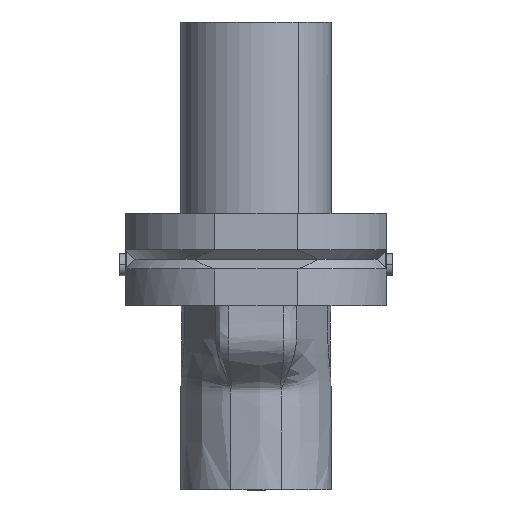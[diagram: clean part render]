
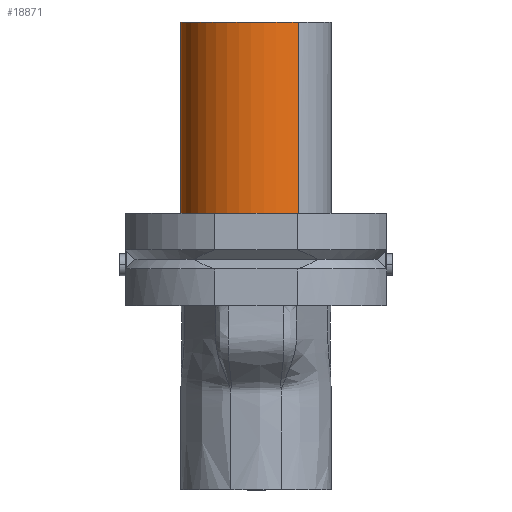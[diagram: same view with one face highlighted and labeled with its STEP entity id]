
A CAD part, front view. The second image highlights one B-rep face of the part: STEP entity #18871.
In plain terms, the highlighted cylindrical face has radius 55 mm (diameter 110 mm), a partial arc.
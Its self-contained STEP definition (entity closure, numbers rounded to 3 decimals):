
#109 = CARTESIAN_POINT ( 'NONE',  ( 28.097, 49.382, 208. ) ) ;
#545 = CARTESIAN_POINT ( 'NONE',  ( -54.723, 103.386, 208. ) ) ;
#678 = CARTESIAN_POINT ( 'NONE',  ( -48.037, 123.826, 208. ) ) ;
#721 = AXIS2_PLACEMENT_3D ( 'NONE', #3434, #9949, #15023 ) ;
#1068 = CARTESIAN_POINT ( 'NONE',  ( 31.068, 51.415, 68. ) ) ;
#1176 = CARTESIAN_POINT ( 'NONE',  ( -54.723, 103.386, 68. ) ) ;
#1611 = VERTEX_POINT ( 'NONE', #26775 ) ;
#1624 = CARTESIAN_POINT ( 'NONE',  ( -43.352, 62.762, 68. ) ) ;
#1635 = EDGE_CURVE ( 'NONE', #1611, #15796, #19940, .T. ) ;
#1759 = CARTESIAN_POINT ( 'NONE',  ( 4.217, 41.844, 208. ) ) ;
#2060 = CARTESIAN_POINT ( 'NONE',  ( 18.307, 44.811, 208. ) ) ;
#2235 = VECTOR ( 'NONE', #29002, 1000. ) ;
#2268 = B_SPLINE_CURVE_WITH_KNOTS ( 'NONE', 3,
 ( #6357, #109, #3992, #2060, #2354, #24778, #1759, #15583, #19883, #8878, #24637, #15430, #4289, #17955, #6655, #14360, #9599, #27874, #14074, #21040, #21185, #18391, #9313, #18238, #545, #27725, #20603, #7360, #678, #27293, #11686, #23267, #27583, #7084 ),
 .UNSPECIFIED., .F., .F.,
 ( 4, 2, 2, 2, 2, 2, 2, 2, 2, 2, 2, 2, 2, 2, 2, 2, 4 ),
 ( 0., 0.031, 0.063, 0.094, 0.125, 0.156, 0.188, 0.219, 0.25, 0.281, 0.313, 0.344, 0.375, 0.406, 0.438, 0.469, 0.5 ),
 .UNSPECIFIED. ) ;
#2354 = CARTESIAN_POINT ( 'NONE',  ( 14.857, 43.723, 208. ) ) ;
#2456 = VERTEX_POINT ( 'NONE', #1068 ) ;
#2847 = VERTEX_POINT ( 'NONE', #19531 ) ;
#3416 = CARTESIAN_POINT ( 'NONE',  ( -13.662, 43.402, 68. ) ) ;
#3434 = CARTESIAN_POINT ( 'NONE',  ( 0., 96.8, 208. ) ) ;
#3863 = CARTESIAN_POINT ( 'NONE',  ( -52.387, 113.935, 68. ) ) ;
#3992 = CARTESIAN_POINT ( 'NONE',  ( 24.927, 47.641, 208. ) ) ;
#4010 = CARTESIAN_POINT ( 'NONE',  ( -49.159, 71.873, 68. ) ) ;
#4251 = ORIENTED_EDGE ( 'NONE', *, *, #21928, .F. ) ;
#4289 = CARTESIAN_POINT ( 'NONE',  ( -27.026, 48.763, 208. ) ) ;
#4628 = DIRECTION ( 'NONE',  ( 0., 0., -1. ) ) ;
#5640 = CARTESIAN_POINT ( 'NONE',  ( -53.398, 110.462, 68. ) ) ;
#5929 = CARTESIAN_POINT ( 'NONE',  ( -48.037, 123.826, 68. ) ) ;
#6080 = CARTESIAN_POINT ( 'NONE',  ( -44.105, 129.856, 68. ) ) ;
#6225 = CARTESIAN_POINT ( 'NONE',  ( -49.706, 120.617, 68. ) ) ;
#6276 = CARTESIAN_POINT ( 'NONE',  ( -31.068, 142.185, 68. ) ) ;
#6357 = CARTESIAN_POINT ( 'NONE',  ( 31.068, 51.415, 208. ) ) ;
#6655 = CARTESIAN_POINT ( 'NONE',  ( -35.878, 54.958, 208. ) ) ;
#7084 = CARTESIAN_POINT ( 'NONE',  ( -31.068, 142.185, 208. ) ) ;
#7360 = CARTESIAN_POINT ( 'NONE',  ( -49.706, 120.617, 208. ) ) ;
#7436 = EDGE_CURVE ( 'NONE', #15796, #2456, #17529, .T. ) ;
#8005 = CARTESIAN_POINT ( 'NONE',  ( -55.037, 99.782, 68. ) ) ;
#8146 = CARTESIAN_POINT ( 'NONE',  ( -34.038, 140.152, 68. ) ) ;
#8449 = CARTESIAN_POINT ( 'NONE',  ( -41.026, 59.992, 68. ) ) ;
#8878 = CARTESIAN_POINT ( 'NONE',  ( -13.662, 43.402, 208. ) ) ;
#9313 = CARTESIAN_POINT ( 'NONE',  ( -54.956, 92.583, 208. ) ) ;
#9599 = CARTESIAN_POINT ( 'NONE',  ( -43.352, 62.762, 208. ) ) ;
#9949 = DIRECTION ( 'NONE',  ( 0., 0., -1. ) ) ;
#10086 = CARTESIAN_POINT ( 'NONE',  ( -36.808, 137.826, 68. ) ) ;
#10236 = CARTESIAN_POINT ( 'NONE',  ( -51.989, 78.493, 68. ) ) ;
#10532 = CARTESIAN_POINT ( 'NONE',  ( 28.097, 49.382, 68. ) ) ;
#10680 = CARTESIAN_POINT ( 'NONE',  ( 31.068, 51.415, 68. ) ) ;
#11686 = CARTESIAN_POINT ( 'NONE',  ( -41.842, 132.678, 208. ) ) ;
#11898 = EDGE_CURVE ( 'NONE', #2847, #1611, #2268, .T. ) ;
#12104 = ORIENTED_EDGE ( 'NONE', *, *, #1635, .T. ) ;
#12335 = CYLINDRICAL_SURFACE ( 'NONE', #721, 55. ) ;
#12408 = ORIENTED_EDGE ( 'NONE', *, *, #11898, .T. ) ;
#12920 = CARTESIAN_POINT ( 'NONE',  ( -31.068, 142.185, 68. ) ) ;
#13069 = CARTESIAN_POINT ( 'NONE',  ( -47.418, 68.703, 68. ) ) ;
#14074 = CARTESIAN_POINT ( 'NONE',  ( -49.159, 71.873, 208. ) ) ;
#14360 = CARTESIAN_POINT ( 'NONE',  ( -41.026, 59.992, 208. ) ) ;
#14708 = CARTESIAN_POINT ( 'NONE',  ( -54.561, 88.988, 68. ) ) ;
#15001 = CARTESIAN_POINT ( 'NONE',  ( -53.077, 81.943, 68. ) ) ;
#15023 = DIRECTION ( 'NONE',  ( -0.565, 0.825, 0. ) ) ;
#15430 = CARTESIAN_POINT ( 'NONE',  ( -23.817, 47.094, 208. ) ) ;
#15583 = CARTESIAN_POINT ( 'NONE',  ( -2.982, 41.763, 208. ) ) ;
#15796 = VERTEX_POINT ( 'NONE', #6276 ) ;
#17078 = CARTESIAN_POINT ( 'NONE',  ( 4.217, 41.844, 68. ) ) ;
#17229 = CARTESIAN_POINT ( 'NONE',  ( 24.927, 47.641, 68. ) ) ;
#17370 = CARTESIAN_POINT ( 'NONE',  ( -23.817, 47.094, 68. ) ) ;
#17529 = B_SPLINE_CURVE_WITH_KNOTS ( 'NONE', 3,
 ( #12920, #8146, #10086, #26001, #6080, #5929, #6225, #3863, #5640, #1176, #8005, #21986, #14708, #15001, #10236, #4010, #13069, #1624, #8449, #28666, #19453, #24058, #17370, #22131, #3416, #28520, #19153, #17078, #19309, #23759, #28220, #17229, #10532, #10680 ),
 .UNSPECIFIED., .F., .F.,
 ( 4, 2, 2, 2, 2, 2, 2, 2, 2, 2, 2, 2, 2, 2, 2, 2, 4 ),
 ( 0.5, 0.531, 0.563, 0.594, 0.625, 0.656, 0.688, 0.719, 0.75, 0.781, 0.813, 0.844, 0.875, 0.906, 0.938, 0.969, 1. ),
 .UNSPECIFIED. ) ;
#17955 = CARTESIAN_POINT ( 'NONE',  ( -33.056, 52.695, 208. ) ) ;
#18007 = CARTESIAN_POINT ( 'NONE',  ( -31.068, 142.185, 208. ) ) ;
#18238 = CARTESIAN_POINT ( 'NONE',  ( -55.037, 99.782, 208. ) ) ;
#18391 = CARTESIAN_POINT ( 'NONE',  ( -54.561, 88.988, 208. ) ) ;
#18871 = ADVANCED_FACE ( 'NONE', ( #19616 ), #12335, .T. ) ;
#19153 = CARTESIAN_POINT ( 'NONE',  ( -2.982, 41.763, 68. ) ) ;
#19309 = CARTESIAN_POINT ( 'NONE',  ( 7.812, 42.239, 68. ) ) ;
#19335 = CARTESIAN_POINT ( 'NONE',  ( 31.068, 51.415, 208. ) ) ;
#19453 = CARTESIAN_POINT ( 'NONE',  ( -33.056, 52.695, 68. ) ) ;
#19531 = CARTESIAN_POINT ( 'NONE',  ( 31.068, 51.415, 208. ) ) ;
#19616 = FACE_OUTER_BOUND ( 'NONE', #25120, .T. ) ;
#19883 = CARTESIAN_POINT ( 'NONE',  ( -6.586, 42.077, 208. ) ) ;
#19940 = LINE ( 'NONE', #18007, #25696 ) ;
#20603 = CARTESIAN_POINT ( 'NONE',  ( -52.387, 113.935, 208. ) ) ;
#21040 = CARTESIAN_POINT ( 'NONE',  ( -51.989, 78.493, 208. ) ) ;
#21155 = ORIENTED_EDGE ( 'NONE', *, *, #7436, .T. ) ;
#21185 = CARTESIAN_POINT ( 'NONE',  ( -53.077, 81.943, 208. ) ) ;
#21719 = LINE ( 'NONE', #19335, #2235 ) ;
#21928 = EDGE_CURVE ( 'NONE', #2847, #2456, #21719, .T. ) ;
#21986 = CARTESIAN_POINT ( 'NONE',  ( -54.956, 92.583, 68. ) ) ;
#22131 = CARTESIAN_POINT ( 'NONE',  ( -17.135, 44.413, 68. ) ) ;
#23267 = CARTESIAN_POINT ( 'NONE',  ( -36.808, 137.826, 208. ) ) ;
#23759 = CARTESIAN_POINT ( 'NONE',  ( 14.857, 43.723, 68. ) ) ;
#24058 = CARTESIAN_POINT ( 'NONE',  ( -27.026, 48.763, 68. ) ) ;
#24637 = CARTESIAN_POINT ( 'NONE',  ( -17.135, 44.413, 208. ) ) ;
#24778 = CARTESIAN_POINT ( 'NONE',  ( 7.812, 42.239, 208. ) ) ;
#25120 = EDGE_LOOP ( 'NONE', ( #4251, #12408, #12104, #21155 ) ) ;
#25696 = VECTOR ( 'NONE', #4628, 1000. ) ;
#26001 = CARTESIAN_POINT ( 'NONE',  ( -41.842, 132.678, 68. ) ) ;
#26775 = CARTESIAN_POINT ( 'NONE',  ( -31.068, 142.185, 208. ) ) ;
#27293 = CARTESIAN_POINT ( 'NONE',  ( -44.105, 129.856, 208. ) ) ;
#27583 = CARTESIAN_POINT ( 'NONE',  ( -34.038, 140.152, 208. ) ) ;
#27725 = CARTESIAN_POINT ( 'NONE',  ( -53.398, 110.462, 208. ) ) ;
#27874 = CARTESIAN_POINT ( 'NONE',  ( -47.418, 68.703, 208. ) ) ;
#28220 = CARTESIAN_POINT ( 'NONE',  ( 18.307, 44.811, 68. ) ) ;
#28520 = CARTESIAN_POINT ( 'NONE',  ( -6.586, 42.077, 68. ) ) ;
#28666 = CARTESIAN_POINT ( 'NONE',  ( -35.878, 54.958, 68. ) ) ;
#29002 = DIRECTION ( 'NONE',  ( 0., 0., -1. ) ) ;
